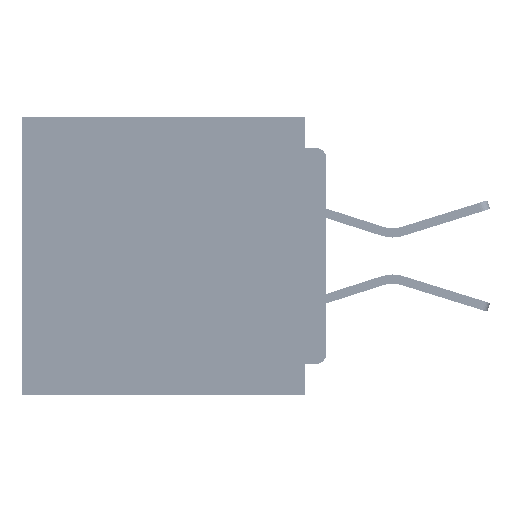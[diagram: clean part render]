
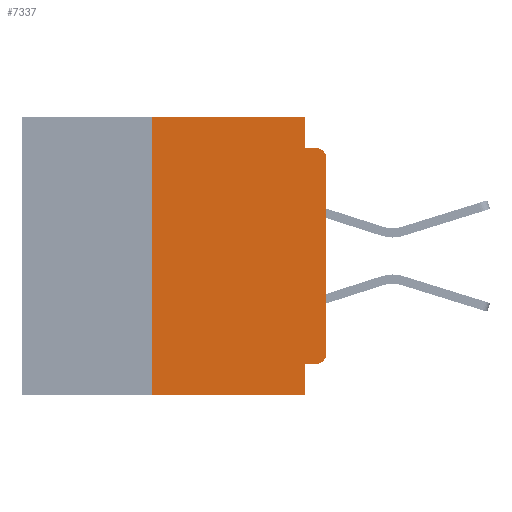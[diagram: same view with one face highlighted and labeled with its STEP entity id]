
A CAD part, left-side view. The second image highlights one B-rep face of the part: STEP entity #7337.
In plain terms, the highlighted planar face has unit normal (-1, 0, 0).
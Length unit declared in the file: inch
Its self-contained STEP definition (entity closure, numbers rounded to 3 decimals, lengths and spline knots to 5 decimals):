
#1841 = EDGE_CURVE ( 'NONE', #16599, #21388, #53534, .T. ) ;
#2029 = EDGE_CURVE ( 'NONE', #16599, #32615, #65319, .T. ) ;
#2787 = EDGE_LOOP ( 'NONE', ( #63465, #3242, #49837, #11652, #30378, #38272, #27725, #21032, #50867, #3052 ) ) ;
#3052 = ORIENTED_EDGE ( 'NONE', *, *, #8733, .T. ) ;
#3242 = ORIENTED_EDGE ( 'NONE', *, *, #56492, .T. ) ;
#4097 = EDGE_CURVE ( 'NONE', #5469, #39014, #33600, .T. ) ;
#4255 = CARTESIAN_POINT ( 'NONE',  ( 0., 0.015, -0.06 ) ) ;
#4432 = CARTESIAN_POINT ( 'NONE',  ( 0., 0.25, 0. ) ) ;
#5469 = VERTEX_POINT ( 'NONE', #28948 ) ;
#5519 = CARTESIAN_POINT ( 'NONE',  ( 0., 0.25, -0.4 ) ) ;
#5588 = CARTESIAN_POINT ( 'NONE',  ( 0., 0.437, -0.4 ) ) ;
#6472 = DIRECTION ( 'NONE',  ( 0., 1., 0. ) ) ;
#7337 = ADVANCED_FACE ( 'NONE', ( #14767 ), #23887, .F. ) ;
#8417 = CARTESIAN_POINT ( 'NONE',  ( 0., 0.015, -0.34 ) ) ;
#8733 = EDGE_CURVE ( 'NONE', #9144, #5469, #54133, .T. ) ;
#9144 = VERTEX_POINT ( 'NONE', #61998 ) ;
#9393 = DIRECTION ( 'NONE',  ( 0., 0., 1. ) ) ;
#9642 = EDGE_CURVE ( 'NONE', #9144, #66201, #28101, .T. ) ;
#9701 = DIRECTION ( 'NONE',  ( 0., 0., -1. ) ) ;
#10973 = LINE ( 'NONE', #20616, #67138 ) ;
#11042 = DIRECTION ( 'NONE',  ( 0., -1., 0. ) ) ;
#11652 = ORIENTED_EDGE ( 'NONE', *, *, #45021, .F. ) ;
#11923 = CARTESIAN_POINT ( 'NONE',  ( 0., 0., -0.355 ) ) ;
#13145 = DIRECTION ( 'NONE',  ( 0., 0., -1. ) ) ;
#13877 = DIRECTION ( 'NONE',  ( 0., 0., -1. ) ) ;
#14106 = CARTESIAN_POINT ( 'NONE',  ( 0., 0.031, 0. ) ) ;
#14767 = FACE_OUTER_BOUND ( 'NONE', #2787, .T. ) ;
#16599 = VERTEX_POINT ( 'NONE', #5519 ) ;
#20190 = CARTESIAN_POINT ( 'NONE',  ( 0., 0.015, -0.045 ) ) ;
#20616 = CARTESIAN_POINT ( 'NONE',  ( 0., 0.031, -0.4 ) ) ;
#20709 = CARTESIAN_POINT ( 'NONE',  ( 0., 0., 0. ) ) ;
#21032 = ORIENTED_EDGE ( 'NONE', *, *, #21439, .F. ) ;
#21388 = VERTEX_POINT ( 'NONE', #4432 ) ;
#21439 = EDGE_CURVE ( 'NONE', #66201, #32615, #10973, .T. ) ;
#23887 = PLANE ( 'NONE',  #25211 ) ;
#23947 = CARTESIAN_POINT ( 'NONE',  ( 0., 0.031, -0.4 ) ) ;
#24771 = CARTESIAN_POINT ( 'NONE',  ( 0., 0.031, 0. ) ) ;
#25211 = AXIS2_PLACEMENT_3D ( 'NONE', #29437, #45889, #13145 ) ;
#27725 = ORIENTED_EDGE ( 'NONE', *, *, #2029, .T. ) ;
#28101 = LINE ( 'NONE', #11923, #55305 ) ;
#28948 = CARTESIAN_POINT ( 'NONE',  ( 0., 0., -0.34 ) ) ;
#28950 = CARTESIAN_POINT ( 'NONE',  ( 0., 0., -0.06 ) ) ;
#29189 = VECTOR ( 'NONE', #69212, 39.37008 ) ;
#29437 = CARTESIAN_POINT ( 'NONE',  ( 0., 0.437, 0. ) ) ;
#29516 = DIRECTION ( 'NONE',  ( 0., -1., 0. ) ) ;
#30378 = ORIENTED_EDGE ( 'NONE', *, *, #60748, .F. ) ;
#31298 = CARTESIAN_POINT ( 'NONE',  ( 0., 0.437, 0. ) ) ;
#31440 = VERTEX_POINT ( 'NONE', #20190 ) ;
#32615 = VERTEX_POINT ( 'NONE', #23947 ) ;
#33600 = LINE ( 'NONE', #20709, #60798 ) ;
#33842 = VERTEX_POINT ( 'NONE', #46521 ) ;
#37032 = CIRCLE ( 'NONE', #67838, 0.015 ) ;
#38191 = VECTOR ( 'NONE', #11042, 39.37008 ) ;
#38272 = ORIENTED_EDGE ( 'NONE', *, *, #1841, .F. ) ;
#39014 = VERTEX_POINT ( 'NONE', #28950 ) ;
#41978 = LINE ( 'NONE', #31298, #29189 ) ;
#42415 = DIRECTION ( 'NONE',  ( -1., 0., 0. ) ) ;
#43754 = CARTESIAN_POINT ( 'NONE',  ( 0., 0.031, -0.355 ) ) ;
#44339 = EDGE_CURVE ( 'NONE', #33842, #31440, #64261, .T. ) ;
#45021 = EDGE_CURVE ( 'NONE', #45669, #33842, #48962, .T. ) ;
#45669 = VERTEX_POINT ( 'NONE', #24771 ) ;
#45889 = DIRECTION ( 'NONE',  ( 1., 0., 0. ) ) ;
#46521 = CARTESIAN_POINT ( 'NONE',  ( 0., 0.031, -0.045 ) ) ;
#46623 = DIRECTION ( 'NONE',  ( -1., 0., 0. ) ) ;
#47272 = VECTOR ( 'NONE', #57698, 39.37008 ) ;
#48559 = DIRECTION ( 'NONE',  ( 0., 0., -1. ) ) ;
#48962 = LINE ( 'NONE', #14106, #47272 ) ;
#49837 = ORIENTED_EDGE ( 'NONE', *, *, #44339, .F. ) ;
#50134 = VECTOR ( 'NONE', #9393, 39.37008 ) ;
#50867 = ORIENTED_EDGE ( 'NONE', *, *, #9642, .F. ) ;
#53040 = CARTESIAN_POINT ( 'NONE',  ( 0., 0.25, -0.4 ) ) ;
#53377 = DIRECTION ( 'NONE',  ( 0., 0., 1. ) ) ;
#53534 = LINE ( 'NONE', #53040, #50134 ) ;
#54133 = CIRCLE ( 'NONE', #60840, 0.015 ) ;
#55305 = VECTOR ( 'NONE', #6472, 39.37008 ) ;
#56492 = EDGE_CURVE ( 'NONE', #39014, #31440, #37032, .T. ) ;
#56584 = CARTESIAN_POINT ( 'NONE',  ( 0., 0., -0.045 ) ) ;
#57698 = DIRECTION ( 'NONE',  ( 0., 0., -1. ) ) ;
#60748 = EDGE_CURVE ( 'NONE', #21388, #45669, #41978, .T. ) ;
#60798 = VECTOR ( 'NONE', #53377, 39.37008 ) ;
#60840 = AXIS2_PLACEMENT_3D ( 'NONE', #8417, #46623, #13877 ) ;
#61998 = CARTESIAN_POINT ( 'NONE',  ( 0., 0.015, -0.355 ) ) ;
#62574 = VECTOR ( 'NONE', #29516, 39.37008 ) ;
#63465 = ORIENTED_EDGE ( 'NONE', *, *, #4097, .T. ) ;
#64261 = LINE ( 'NONE', #56584, #62574 ) ;
#65319 = LINE ( 'NONE', #5588, #38191 ) ;
#66201 = VERTEX_POINT ( 'NONE', #43754 ) ;
#67138 = VECTOR ( 'NONE', #48559, 39.37008 ) ;
#67838 = AXIS2_PLACEMENT_3D ( 'NONE', #4255, #42415, #9701 ) ;
#69212 = DIRECTION ( 'NONE',  ( 0., -1., 0. ) ) ;
